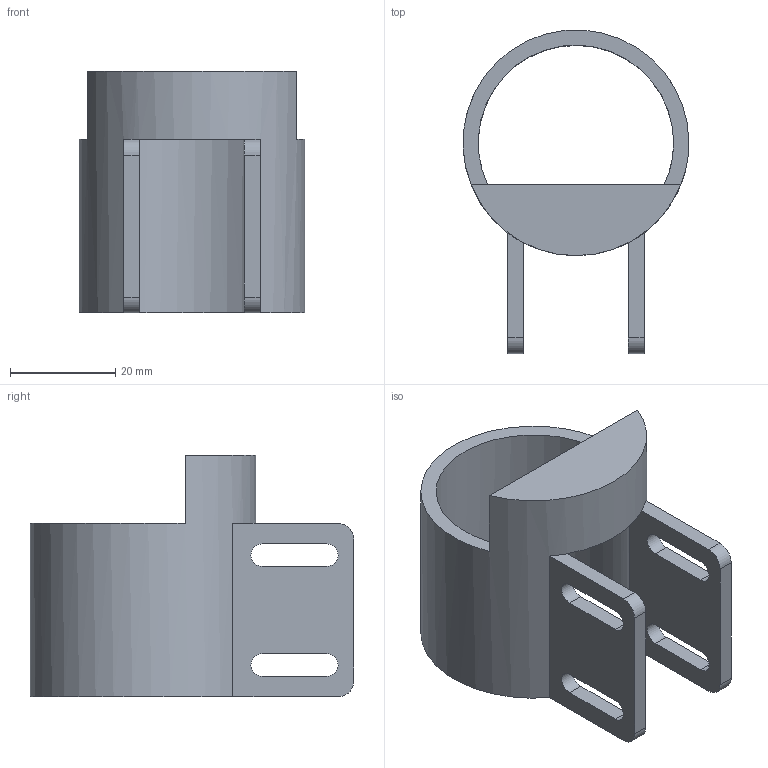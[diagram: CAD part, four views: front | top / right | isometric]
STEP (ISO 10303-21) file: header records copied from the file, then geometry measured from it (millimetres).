
FILE_DESCRIPTION(/* description */ ('STEP AP214'),/* implementation_level */ '2;1');
FILE_NAME(/* name */ '',/* time_stamp */ '2025-01-10T16:31:53+03:00',/* author */ ('Phantom'),/* organization */ ('UNSPECIFIED'),/* preprocessor_version */ 'ST-DEVELOPER v20',/* originating_system */ 'Autodesk Inventor 2025',/* authorisation */ '');
FILE_SCHEMA (('AUTOMOTIVE_DESIGN { 1 0 10303 214 3 1 1 }'));
Length unit declared in the file: millimetre
Products named in the file (1): Крепление мотора 
с бортиком
Bounding box: 42.98 x 61.6 x 46 mm (x, y, z)
Volume: 16093.1 mm3; surface area: 12684.6 mm2
Topology: 1 solids, 1 shells, 36 faces, 106 edges, 70 vertices
Faces by surface type: plane 22, cylinder 14
Full cylindrical faces by diameter (mm): 37.2 x1, 43 x1
Entity records: 1278 total; most frequent: DIRECTION 218, CARTESIAN_POINT 213, ORIENTED_EDGE 212, EDGE_CURVE 106, AXIS2_PLACEMENT_3D 75, VERTEX_POINT 70, LINE 68, VECTOR 68
